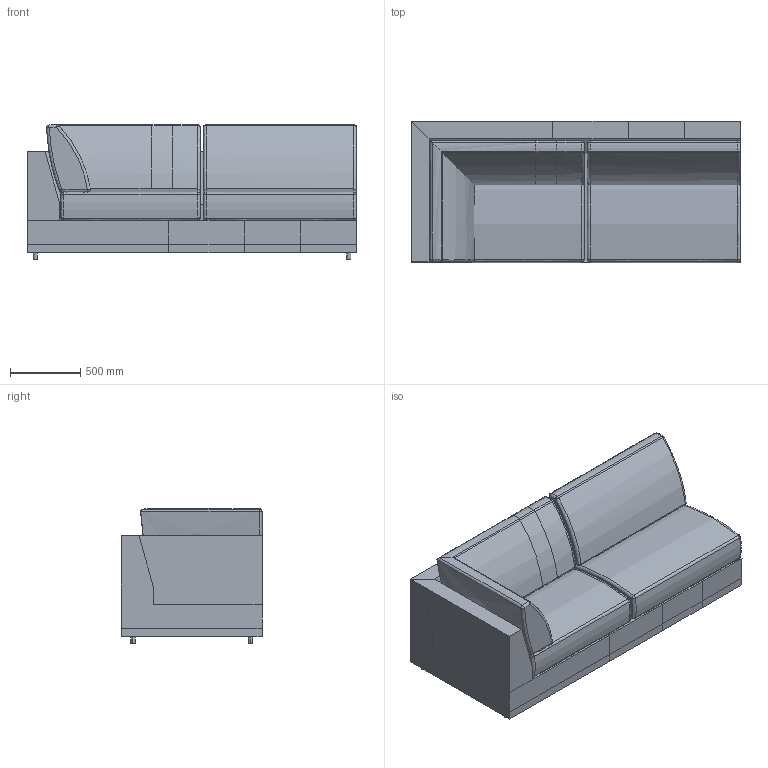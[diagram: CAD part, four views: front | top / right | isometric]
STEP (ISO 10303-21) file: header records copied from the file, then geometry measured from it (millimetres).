
FILE_DESCRIPTION(/* description */ (''),/* implementation_level */ '2;1');
FILE_NAME(/* name */ '810 Fly angolo 238',/* time_stamp */ '2013-10-18T09:24:33+02:00',/* author */ (''),/* organization */ (''),/* preprocessor_version */ 'ST-DEVELOPER v10',/* originating_system */ '',/* authorisation */ '');
FILE_SCHEMA (('CONFIG_CONTROL_DESIGN'));
Length unit declared in the file: millimetre
Products named in the file (1): 1
Bounding box: 2340 x 1003.8 x 960.3 mm (x, y, z)
Volume: 1424862878.5 mm3; surface area: 17995540.8 mm2
Topology: 10 solids, 10 shells, 211 faces, 412 edges, 221 vertices
Faces by surface type: bspline 211
Entity records: 6909 total; most frequent: CARTESIAN_POINT 4466, ORIENTED_EDGE 824, EDGE_CURVE 412, VERTEX_POINT 221, ADVANCED_FACE 211, FACE_OUTER_BOUND 211, EDGE_LOOP 211, B_SPLINE_CURVE_WITH_KNOTS 159
